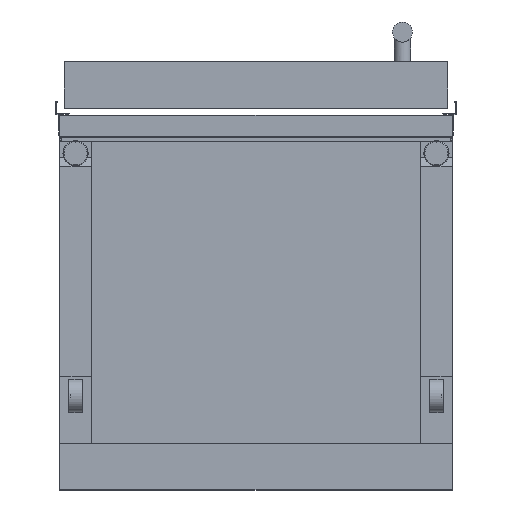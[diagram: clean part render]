
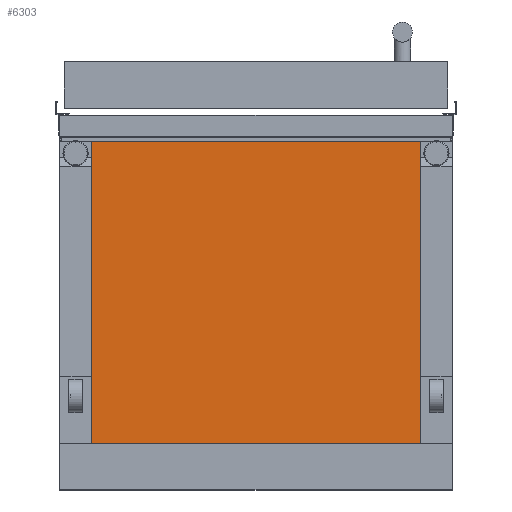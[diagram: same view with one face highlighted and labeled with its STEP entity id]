
A CAD part, front view. The second image highlights one B-rep face of the part: STEP entity #6303.
In plain terms, the highlighted planar face has unit normal (0, -1, 0).
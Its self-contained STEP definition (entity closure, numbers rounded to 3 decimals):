
#72 = EDGE_CURVE ( 'NONE', #9271, #6129, #10155, .T. ) ;
#426 = PLANE ( 'NONE',  #2386 ) ;
#1010 = VECTOR ( 'NONE', #4248, 1000. ) ;
#1025 = CARTESIAN_POINT ( 'NONE',  ( 246., -990.85, -280. ) ) ;
#1287 = VERTEX_POINT ( 'NONE', #5696 ) ;
#1565 = VECTOR ( 'NONE', #7332, 1000. ) ;
#2386 = AXIS2_PLACEMENT_3D ( 'NONE', #4505, #3032, #8692 ) ;
#3032 = DIRECTION ( 'NONE',  ( 0., 1., 0. ) ) ;
#3304 = EDGE_CURVE ( 'NONE', #9184, #6129, #9989, .T. ) ;
#3679 = DIRECTION ( 'NONE',  ( 1., 0., 0. ) ) ;
#3735 = ORIENTED_EDGE ( 'NONE', *, *, #5082, .F. ) ;
#4248 = DIRECTION ( 'NONE',  ( 0., 0., 1. ) ) ;
#4505 = CARTESIAN_POINT ( 'NONE',  ( 246., -990.85, -280. ) ) ;
#5015 = CARTESIAN_POINT ( 'NONE',  ( 246., -990.85, -210.4 ) ) ;
#5082 = EDGE_CURVE ( 'NONE', #1287, #9184, #8450, .T. ) ;
#5696 = CARTESIAN_POINT ( 'NONE',  ( -246., -990.85, -210.4 ) ) ;
#6129 = VERTEX_POINT ( 'NONE', #9982 ) ;
#6206 = CARTESIAN_POINT ( 'NONE',  ( 293., -990.85, -210.4 ) ) ;
#6303 = ADVANCED_FACE ( 'NONE', ( #8157 ), #426, .F. ) ;
#6451 = ORIENTED_EDGE ( 'NONE', *, *, #9485, .T. ) ;
#6497 = CARTESIAN_POINT ( 'NONE',  ( -246., -990.85, -280. ) ) ;
#6539 = ORIENTED_EDGE ( 'NONE', *, *, #72, .T. ) ;
#7130 = EDGE_LOOP ( 'NONE', ( #3735, #6451, #6539, #8098 ) ) ;
#7332 = DIRECTION ( 'NONE',  ( 0., 0., 1. ) ) ;
#8098 = ORIENTED_EDGE ( 'NONE', *, *, #3304, .F. ) ;
#8157 = FACE_OUTER_BOUND ( 'NONE', #7130, .T. ) ;
#8225 = CARTESIAN_POINT ( 'NONE',  ( -246., -990.85, 240. ) ) ;
#8315 = DIRECTION ( 'NONE',  ( 1., 0., 0. ) ) ;
#8450 = LINE ( 'NONE', #6497, #1565 ) ;
#8485 = VECTOR ( 'NONE', #8315, 1000. ) ;
#8692 = DIRECTION ( 'NONE',  ( 0., 0., 1. ) ) ;
#8990 = CARTESIAN_POINT ( 'NONE',  ( 246., -990.85, 240. ) ) ;
#9145 = VECTOR ( 'NONE', #3679, 1000. ) ;
#9184 = VERTEX_POINT ( 'NONE', #8225 ) ;
#9271 = VERTEX_POINT ( 'NONE', #5015 ) ;
#9485 = EDGE_CURVE ( 'NONE', #1287, #9271, #10295, .T. ) ;
#9982 = CARTESIAN_POINT ( 'NONE',  ( 246., -990.85, 240. ) ) ;
#9989 = LINE ( 'NONE', #8990, #8485 ) ;
#10155 = LINE ( 'NONE', #1025, #1010 ) ;
#10295 = LINE ( 'NONE', #6206, #9145 ) ;
